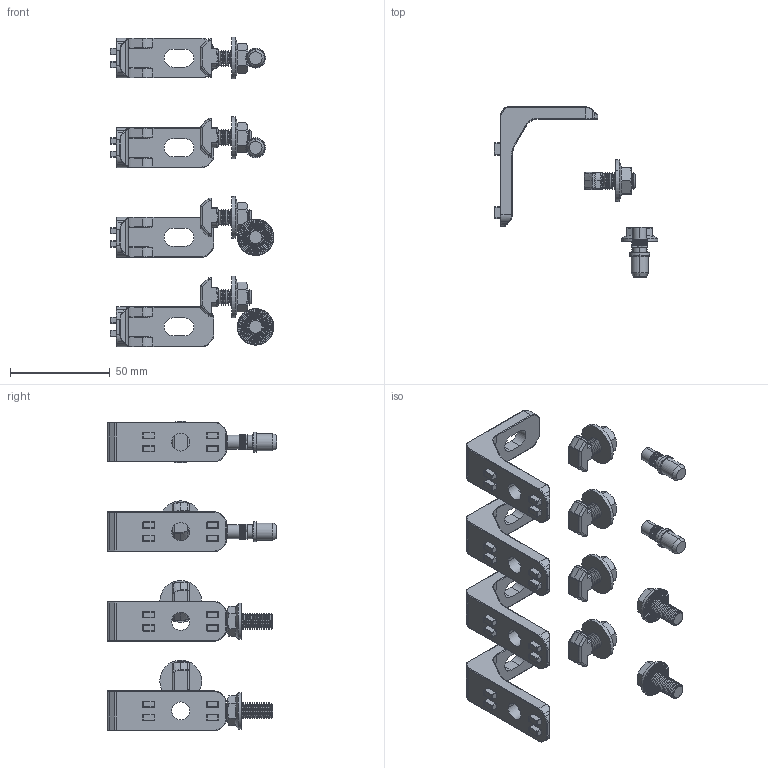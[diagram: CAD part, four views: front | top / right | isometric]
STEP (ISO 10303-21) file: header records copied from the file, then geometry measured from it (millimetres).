
FILE_DESCRIPTION (( 'STEP AP214' ), '1' );
FILE_NAME ('6520010', '2019-01-30T08:30:05', ( '' ), ('JUGARD+KÜNSTNER GmbH'), 'SwSTEP 2.0', 'SolidWorks 2017', '' );
FILE_SCHEMA (( 'AUTOMOTIVE_DESIGN' ));
Length unit declared in the file: millimetre
Products named in the file (7): 096hk1030m0820_340me154.SLDPRT_Standard; Part13; Part14; Part4; Part15; Part19; 6520010
Assembly tree (14 placements, depth 3):
  6520010
    Part19  x4
    Part15  x2
    Part4  x2
    096hk1030m0820_340me154.SLDPRT_Standard  x4
      Part14
      Part13
Bounding box: 82.1 x 85.32 x 155.5 mm (x, y, z)
Volume: 64878.1 mm3; surface area: 37615.4 mm2
Topology: 16 solids, 16 shells, 2688 faces, 6588 edges, 3830 vertices
Faces by surface type: plane 1074, cylinder 838, cone 428, bspline 348
Entity records: 42918 total; most frequent: CARTESIAN_POINT 10567, ORIENTED_EDGE 4672, DIRECTION 4382, EDGE_CURVE 2336, AXIS2_PLACEMENT_3D 1583, VERTEX_POINT 1395, VECTOR 1216, LINE 1216
